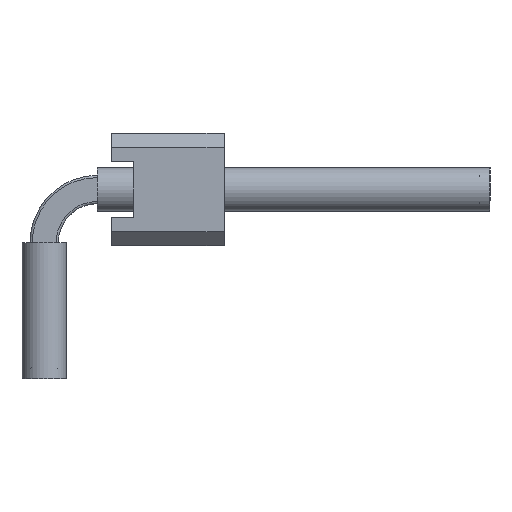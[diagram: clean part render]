
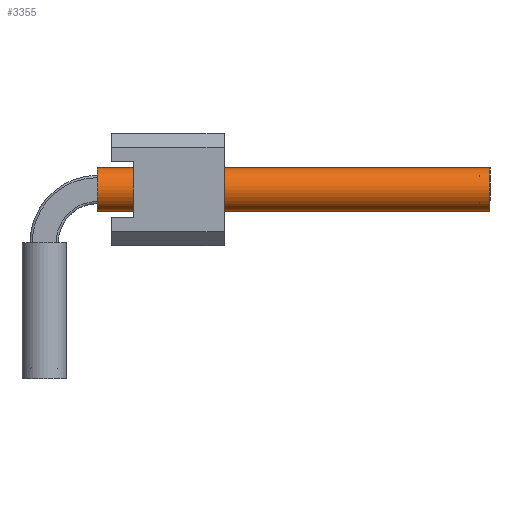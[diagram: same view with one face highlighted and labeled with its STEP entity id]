
A CAD part, left-side view. The second image highlights one B-rep face of the part: STEP entity #3355.
In plain terms, the highlighted cylindrical face has radius 0.5 mm (diameter 1 mm), a full revolution.
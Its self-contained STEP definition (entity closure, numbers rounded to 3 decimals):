
#1884=ORIENTED_EDGE('',*,*,#2360,.F.);
#1885=ORIENTED_EDGE('',*,*,#2361,.T.);
#2360=EDGE_CURVE('',#2676,#2676,#2768,.T.);
#2361=EDGE_CURVE('',#2677,#2677,#2769,.T.);
#2676=VERTEX_POINT('',#5577);
#2677=VERTEX_POINT('',#5579);
#2768=CIRCLE('',#3671,0.5);
#2769=CIRCLE('',#3672,0.5);
#2954=EDGE_LOOP('',(#1884));
#2955=EDGE_LOOP('',(#1885));
#3140=FACE_BOUND('',#2954,.T.);
#3141=FACE_BOUND('',#2955,.T.);
#3189=CYLINDRICAL_SURFACE('',#3670,0.5);
#3355=ADVANCED_FACE('',(#3140,#3141),#3189,.F.);
#3670=AXIS2_PLACEMENT_3D('',#5575,#4596,#4597);
#3671=AXIS2_PLACEMENT_3D('',#5576,#4598,#4599);
#3672=AXIS2_PLACEMENT_3D('',#5578,#4600,#4601);
#4596=DIRECTION('',(1.,0.,0.));
#4597=DIRECTION('',(0.,0.,-1.));
#4598=DIRECTION('',(-1.,0.,0.));
#4599=DIRECTION('',(0.,0.,1.));
#4600=DIRECTION('',(-1.,0.,0.));
#4601=DIRECTION('',(0.,0.,1.));
#5575=CARTESIAN_POINT('',(1.2,0.,4.27));
#5576=CARTESIAN_POINT('',(10.06,0.,4.27));
#5577=CARTESIAN_POINT('',(10.06,0.,4.77));
#5578=CARTESIAN_POINT('',(1.2,0.,4.27));
#5579=CARTESIAN_POINT('',(1.2,0.,4.77));
